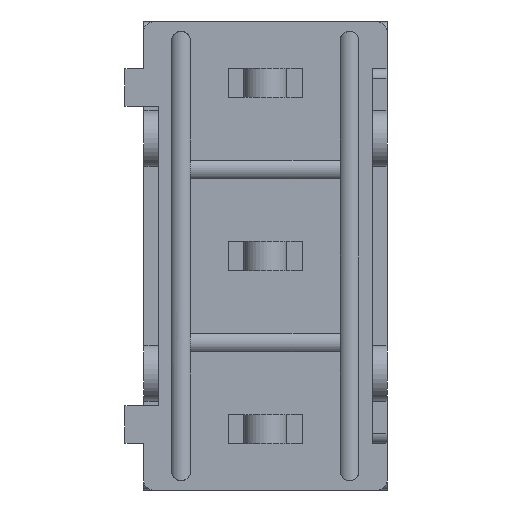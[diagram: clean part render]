
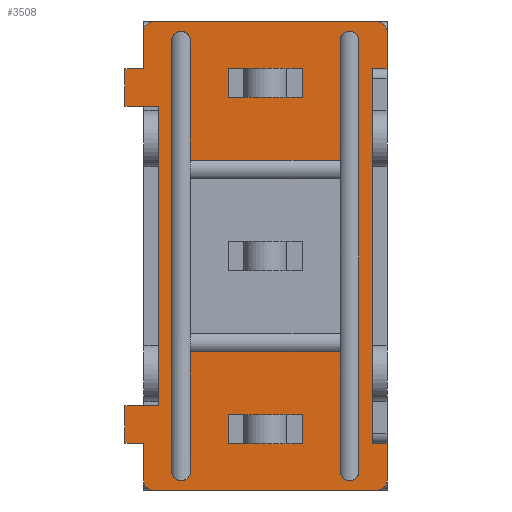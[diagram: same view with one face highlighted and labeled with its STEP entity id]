
A CAD part, front view. The second image highlights one B-rep face of the part: STEP entity #3508.
In plain terms, the highlighted planar face has unit normal (0, -1, 0).
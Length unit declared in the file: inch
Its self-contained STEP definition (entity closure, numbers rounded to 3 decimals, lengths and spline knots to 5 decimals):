
#85=CIRCLE('',#3762,0.01);
#86=CIRCLE('',#3764,0.01);
#87=CIRCLE('',#3770,0.01);
#88=CIRCLE('',#3772,0.01);
#90=CIRCLE('',#3780,0.01);
#92=CIRCLE('',#3785,0.01);
#93=CIRCLE('',#3787,0.01);
#94=CIRCLE('',#3788,0.01);
#891=ORIENTED_EDGE('',*,*,#1508,.F.);
#892=ORIENTED_EDGE('',*,*,#1533,.F.);
#893=ORIENTED_EDGE('',*,*,#1534,.F.);
#894=ORIENTED_EDGE('',*,*,#1535,.F.);
#895=ORIENTED_EDGE('',*,*,#1449,.T.);
#896=ORIENTED_EDGE('',*,*,#1536,.F.);
#897=ORIENTED_EDGE('',*,*,#1537,.F.);
#898=ORIENTED_EDGE('',*,*,#1538,.F.);
#899=ORIENTED_EDGE('',*,*,#1514,.F.);
#900=ORIENTED_EDGE('',*,*,#1532,.F.);
#901=ORIENTED_EDGE('',*,*,#1529,.F.);
#902=ORIENTED_EDGE('',*,*,#1539,.F.);
#903=ORIENTED_EDGE('',*,*,#1540,.F.);
#904=ORIENTED_EDGE('',*,*,#1541,.F.);
#905=ORIENTED_EDGE('',*,*,#1542,.F.);
#906=ORIENTED_EDGE('',*,*,#1543,.T.);
#907=ORIENTED_EDGE('',*,*,#1544,.F.);
#908=ORIENTED_EDGE('',*,*,#1545,.F.);
#909=ORIENTED_EDGE('',*,*,#1519,.F.);
#910=ORIENTED_EDGE('',*,*,#1516,.F.);
#911=ORIENTED_EDGE('',*,*,#1499,.T.);
#912=ORIENTED_EDGE('',*,*,#1491,.T.);
#913=ORIENTED_EDGE('',*,*,#1546,.T.);
#914=ORIENTED_EDGE('',*,*,#1475,.T.);
#915=ORIENTED_EDGE('',*,*,#1479,.T.);
#916=ORIENTED_EDGE('',*,*,#1463,.T.);
#917=ORIENTED_EDGE('',*,*,#1477,.T.);
#918=ORIENTED_EDGE('',*,*,#1471,.T.);
#919=ORIENTED_EDGE('',*,*,#1503,.T.);
#920=ORIENTED_EDGE('',*,*,#1487,.T.);
#921=ORIENTED_EDGE('',*,*,#1497,.T.);
#922=ORIENTED_EDGE('',*,*,#1495,.T.);
#1449=EDGE_CURVE('',#1836,#1835,#2234,.T.);
#1463=EDGE_CURVE('',#1847,#1849,#2248,.T.);
#1471=EDGE_CURVE('',#1855,#1857,#2256,.T.);
#1475=EDGE_CURVE('',#1858,#1861,#2260,.T.);
#1477=EDGE_CURVE('',#1849,#1855,#85,.T.);
#1479=EDGE_CURVE('',#1861,#1847,#86,.T.);
#1487=EDGE_CURVE('',#1866,#1869,#2268,.T.);
#1491=EDGE_CURVE('',#1871,#1873,#2272,.T.);
#1495=EDGE_CURVE('',#1875,#1877,#2276,.T.);
#1497=EDGE_CURVE('',#1869,#1875,#87,.T.);
#1499=EDGE_CURVE('',#1877,#1871,#88,.T.);
#1503=EDGE_CURVE('',#1857,#1866,#2280,.T.);
#1508=EDGE_CURVE('',#1881,#1882,#2285,.T.);
#1514=EDGE_CURVE('',#1887,#1883,#2291,.T.);
#1516=EDGE_CURVE('',#1882,#1889,#90,.T.);
#1519=EDGE_CURVE('',#1889,#1890,#2294,.T.);
#1529=EDGE_CURVE('',#1898,#1899,#2304,.T.);
#1532=EDGE_CURVE('',#1899,#1887,#92,.T.);
#1533=EDGE_CURVE('',#1900,#1881,#2306,.T.);
#1534=EDGE_CURVE('',#1901,#1900,#2307,.T.);
#1535=EDGE_CURVE('',#1836,#1901,#2308,.T.);
#1536=EDGE_CURVE('',#1902,#1835,#2309,.T.);
#1537=EDGE_CURVE('',#1903,#1902,#2310,.T.);
#1538=EDGE_CURVE('',#1883,#1903,#2311,.T.);
#1539=EDGE_CURVE('',#1904,#1898,#93,.T.);
#1540=EDGE_CURVE('',#1905,#1904,#2312,.T.);
#1541=EDGE_CURVE('',#1906,#1905,#2313,.T.);
#1542=EDGE_CURVE('',#1907,#1906,#2314,.T.);
#1543=EDGE_CURVE('',#1907,#1908,#2315,.T.);
#1544=EDGE_CURVE('',#1909,#1908,#2316,.T.);
#1545=EDGE_CURVE('',#1890,#1909,#94,.T.);
#1546=EDGE_CURVE('',#1873,#1858,#2317,.T.);
#1835=VERTEX_POINT('',#5439);
#1836=VERTEX_POINT('',#5441);
#1847=VERTEX_POINT('',#5464);
#1849=VERTEX_POINT('',#5468);
#1855=VERTEX_POINT('',#5482);
#1857=VERTEX_POINT('',#5486);
#1858=VERTEX_POINT('',#5490);
#1861=VERTEX_POINT('',#5495);
#1866=VERTEX_POINT('',#5526);
#1869=VERTEX_POINT('',#5531);
#1871=VERTEX_POINT('',#5536);
#1873=VERTEX_POINT('',#5540);
#1875=VERTEX_POINT('',#5545);
#1877=VERTEX_POINT('',#5549);
#1881=VERTEX_POINT('',#5584);
#1882=VERTEX_POINT('',#5586);
#1883=VERTEX_POINT('',#5590);
#1887=VERTEX_POINT('',#5597);
#1889=VERTEX_POINT('',#5603);
#1890=VERTEX_POINT('',#5608);
#1898=VERTEX_POINT('',#5626);
#1899=VERTEX_POINT('',#5628);
#1900=VERTEX_POINT('',#5635);
#1901=VERTEX_POINT('',#5637);
#1902=VERTEX_POINT('',#5640);
#1903=VERTEX_POINT('',#5642);
#1904=VERTEX_POINT('',#5645);
#1905=VERTEX_POINT('',#5647);
#1906=VERTEX_POINT('',#5649);
#1907=VERTEX_POINT('',#5651);
#1908=VERTEX_POINT('',#5653);
#1909=VERTEX_POINT('',#5655);
#2234=LINE('',#5440,#2675);
#2248=LINE('',#5469,#2689);
#2256=LINE('',#5487,#2697);
#2260=LINE('',#5496,#2701);
#2268=LINE('',#5532,#2709);
#2272=LINE('',#5541,#2713);
#2276=LINE('',#5550,#2717);
#2280=LINE('',#5575,#2721);
#2285=LINE('',#5585,#2726);
#2291=LINE('',#5598,#2732);
#2294=LINE('',#5607,#2735);
#2304=LINE('',#5627,#2745);
#2306=LINE('',#5634,#2747);
#2307=LINE('',#5636,#2748);
#2308=LINE('',#5638,#2749);
#2309=LINE('',#5639,#2750);
#2310=LINE('',#5641,#2751);
#2311=LINE('',#5643,#2752);
#2312=LINE('',#5646,#2753);
#2313=LINE('',#5648,#2754);
#2314=LINE('',#5650,#2755);
#2315=LINE('',#5652,#2756);
#2316=LINE('',#5654,#2757);
#2317=LINE('',#5657,#2758);
#2675=VECTOR('',#4452,39.37008);
#2689=VECTOR('',#4468,39.37008);
#2697=VECTOR('',#4480,39.37008);
#2701=VECTOR('',#4486,39.37008);
#2709=VECTOR('',#4506,39.37008);
#2713=VECTOR('',#4512,39.37008);
#2717=VECTOR('',#4518,39.37008);
#2721=VECTOR('',#4536,39.37008);
#2726=VECTOR('',#4543,39.37008);
#2732=VECTOR('',#4551,39.37008);
#2735=VECTOR('',#4562,39.37008);
#2745=VECTOR('',#4574,39.37008);
#2747=VECTOR('',#4584,39.37008);
#2748=VECTOR('',#4585,39.37008);
#2749=VECTOR('',#4586,39.37008);
#2750=VECTOR('',#4587,39.37008);
#2751=VECTOR('',#4588,39.37008);
#2752=VECTOR('',#4589,39.37008);
#2753=VECTOR('',#4592,39.37008);
#2754=VECTOR('',#4593,39.37008);
#2755=VECTOR('',#4594,39.37008);
#2756=VECTOR('',#4595,39.37008);
#2757=VECTOR('',#4596,39.37008);
#2758=VECTOR('',#4599,39.37008);
#2968=EDGE_LOOP('',(#891,#892,#893,#894,#895,#896,#897,#898,#899,#900,#901,
#902,#903,#904,#905,#906,#907,#908,#909,#910));
#2969=EDGE_LOOP('',(#911,#912,#913,#914,#915,#916,#917,#918,#919,#920,#921,
#922));
#3165=FACE_BOUND('',#2968,.T.);
#3166=FACE_BOUND('',#2969,.T.);
#3329=PLANE('',#3786);
#3508=ADVANCED_FACE('',(#3165,#3166),#3329,.F.);
#3762=AXIS2_PLACEMENT_3D('',#5505,#4489,#4490);
#3764=AXIS2_PLACEMENT_3D('',#5514,#4493,#4494);
#3770=AXIS2_PLACEMENT_3D('',#5559,#4521,#4522);
#3772=AXIS2_PLACEMENT_3D('',#5568,#4525,#4526);
#3780=AXIS2_PLACEMENT_3D('',#5602,#4556,#4557);
#3785=AXIS2_PLACEMENT_3D('',#5632,#4580,#4581);
#3786=AXIS2_PLACEMENT_3D('',#5633,#4582,#4583);
#3787=AXIS2_PLACEMENT_3D('',#5644,#4590,#4591);
#3788=AXIS2_PLACEMENT_3D('',#5656,#4597,#4598);
#4452=DIRECTION('',(0.,0.,-1.));
#4468=DIRECTION('',(0.,0.,1.));
#4480=DIRECTION('',(0.,0.,-1.));
#4486=DIRECTION('',(0.,0.,-1.));
#4489=DIRECTION('',(0.,1.,0.));
#4490=DIRECTION('',(1.,0.,0.));
#4493=DIRECTION('',(0.,1.,0.));
#4494=DIRECTION('',(1.,0.,0.));
#4506=DIRECTION('',(0.,0.,1.));
#4512=DIRECTION('',(0.,0.,1.));
#4518=DIRECTION('',(0.,0.,-1.));
#4521=DIRECTION('',(0.,1.,0.));
#4522=DIRECTION('',(1.,0.,0.));
#4525=DIRECTION('',(0.,1.,0.));
#4526=DIRECTION('',(1.,0.,0.));
#4536=DIRECTION('',(1.,0.,0.));
#4543=DIRECTION('',(0.,0.,1.));
#4551=DIRECTION('',(0.,0.,1.));
#4556=DIRECTION('',(0.,1.,0.));
#4557=DIRECTION('',(1.,0.,0.));
#4562=DIRECTION('',(1.,0.,0.));
#4574=DIRECTION('',(-1.,0.,0.));
#4580=DIRECTION('',(0.,1.,0.));
#4581=DIRECTION('',(1.,0.,0.));
#4582=DIRECTION('',(0.,1.,0.));
#4583=DIRECTION('',(0.,0.,1.));
#4584=DIRECTION('',(1.,0.,0.));
#4585=DIRECTION('',(0.,0.,1.));
#4586=DIRECTION('',(-1.,0.,0.));
#4587=DIRECTION('',(1.,0.,0.));
#4588=DIRECTION('',(0.,0.,1.));
#4589=DIRECTION('',(-1.,0.,0.));
#4590=DIRECTION('',(0.,1.,0.));
#4591=DIRECTION('',(1.,0.,0.));
#4592=DIRECTION('',(0.,0.,-1.));
#4593=DIRECTION('',(1.,0.,0.));
#4594=DIRECTION('',(0.,0.,-1.));
#4595=DIRECTION('',(1.,0.,0.));
#4596=DIRECTION('',(0.,0.,-1.));
#4597=DIRECTION('',(0.,1.,0.));
#4598=DIRECTION('',(1.,0.,0.));
#4599=DIRECTION('',(-1.,0.,0.));
#5439=CARTESIAN_POINT('',(-0.114,0.,-0.16));
#5440=CARTESIAN_POINT('',(-0.114,0.,0.2));
#5441=CARTESIAN_POINT('',(-0.114,0.,0.16));
#5464=CARTESIAN_POINT('',(-0.1,0.,-0.23));
#5468=CARTESIAN_POINT('',(-0.1,0.,0.23));
#5469=CARTESIAN_POINT('',(-0.1,0.,-0.23));
#5482=CARTESIAN_POINT('',(-0.08,0.,0.23));
#5486=CARTESIAN_POINT('',(-0.08,0.,0.1025));
#5487=CARTESIAN_POINT('',(-0.08,0.,0.23));
#5490=CARTESIAN_POINT('',(-0.08,0.,-0.1025));
#5495=CARTESIAN_POINT('',(-0.08,0.,-0.23));
#5496=CARTESIAN_POINT('',(-0.08,0.,0.23));
#5505=CARTESIAN_POINT('',(-0.09,0.,0.23));
#5514=CARTESIAN_POINT('',(-0.09,0.,-0.23));
#5526=CARTESIAN_POINT('',(0.08,0.,0.1025));
#5531=CARTESIAN_POINT('',(0.08,0.,0.23));
#5532=CARTESIAN_POINT('',(0.08,0.,-0.23));
#5536=CARTESIAN_POINT('',(0.08,0.,-0.23));
#5540=CARTESIAN_POINT('',(0.08,0.,-0.1025));
#5541=CARTESIAN_POINT('',(0.08,0.,-0.23));
#5545=CARTESIAN_POINT('',(0.1,0.,0.23));
#5549=CARTESIAN_POINT('',(0.1,0.,-0.23));
#5550=CARTESIAN_POINT('',(0.1,0.,0.23));
#5559=CARTESIAN_POINT('',(0.09,0.,0.23));
#5568=CARTESIAN_POINT('',(0.09,0.,-0.23));
#5575=CARTESIAN_POINT('',(-0.09,0.,0.1025));
#5584=CARTESIAN_POINT('',(-0.13,0.,0.2));
#5585=CARTESIAN_POINT('',(-0.13,0.,-0.24));
#5586=CARTESIAN_POINT('',(-0.13,0.,0.24));
#5590=CARTESIAN_POINT('',(-0.13,0.,-0.2));
#5597=CARTESIAN_POINT('',(-0.13,0.,-0.24));
#5598=CARTESIAN_POINT('',(-0.13,0.,-0.24));
#5602=CARTESIAN_POINT('',(-0.12,0.,0.24));
#5603=CARTESIAN_POINT('',(-0.12,0.,0.25));
#5607=CARTESIAN_POINT('',(-0.12,0.,0.25));
#5608=CARTESIAN_POINT('',(0.12,0.,0.25));
#5626=CARTESIAN_POINT('',(0.12,0.,-0.25));
#5627=CARTESIAN_POINT('',(0.12,0.,-0.25));
#5628=CARTESIAN_POINT('',(-0.12,0.,-0.25));
#5632=CARTESIAN_POINT('',(-0.12,0.,-0.24));
#5633=CARTESIAN_POINT('',(-0.12,0.,0.24));
#5634=CARTESIAN_POINT('',(-0.15,0.,0.2));
#5635=CARTESIAN_POINT('',(-0.15,0.,0.2));
#5636=CARTESIAN_POINT('',(-0.15,0.,0.16));
#5637=CARTESIAN_POINT('',(-0.15,0.,0.16));
#5638=CARTESIAN_POINT('',(-0.114,0.,0.16));
#5639=CARTESIAN_POINT('',(-0.15,0.,-0.16));
#5640=CARTESIAN_POINT('',(-0.15,0.,-0.16));
#5641=CARTESIAN_POINT('',(-0.15,0.,-0.2));
#5642=CARTESIAN_POINT('',(-0.15,0.,-0.2));
#5643=CARTESIAN_POINT('',(-0.114,0.,-0.2));
#5644=CARTESIAN_POINT('',(0.12,0.,-0.24));
#5645=CARTESIAN_POINT('',(0.13,0.,-0.24));
#5646=CARTESIAN_POINT('',(0.13,0.,0.24));
#5647=CARTESIAN_POINT('',(0.13,0.,-0.2));
#5648=CARTESIAN_POINT('',(0.114,0.,-0.2));
#5649=CARTESIAN_POINT('',(0.114,0.,-0.2));
#5650=CARTESIAN_POINT('',(0.114,0.,0.2));
#5651=CARTESIAN_POINT('',(0.114,0.,0.2));
#5652=CARTESIAN_POINT('',(0.114,0.,0.2));
#5653=CARTESIAN_POINT('',(0.13,0.,0.2));
#5654=CARTESIAN_POINT('',(0.13,0.,0.24));
#5655=CARTESIAN_POINT('',(0.13,0.,0.24));
#5656=CARTESIAN_POINT('',(0.12,0.,0.24));
#5657=CARTESIAN_POINT('',(0.09,0.,-0.1025));
